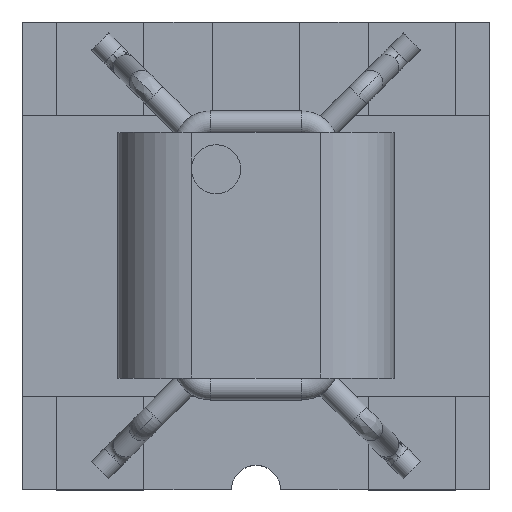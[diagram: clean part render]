
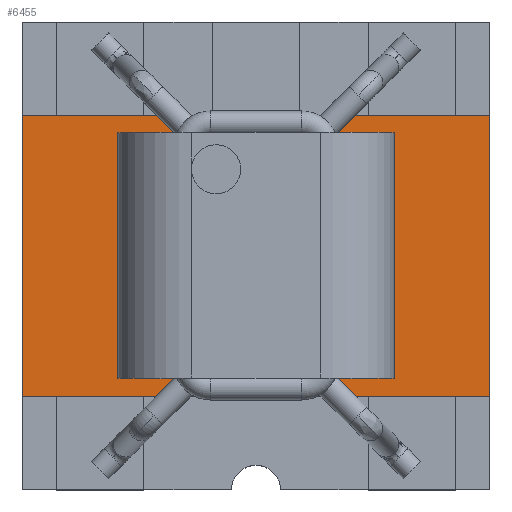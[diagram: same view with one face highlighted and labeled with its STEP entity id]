
A CAD part, top view. The second image highlights one B-rep face of the part: STEP entity #6455.
In plain terms, the highlighted planar face has unit normal (0, 0, 1).
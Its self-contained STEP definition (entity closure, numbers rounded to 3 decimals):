
#6325=CARTESIAN_POINT('',(-1.905,1.145,1.56));
#6326=VERTEX_POINT('',#6325);
#6327=CARTESIAN_POINT('',(1.905,1.145,1.56));
#6328=VERTEX_POINT('',#6327);
#6329=CARTESIAN_POINT('',(-1.905,1.145,1.56));
#6330=DIRECTION('',(1.0,0.0,0.0));
#6331=VECTOR('',#6330,3.81);
#6332=LINE('',#6329,#6331);
#6333=EDGE_CURVE('',#6326,#6328,#6332,.T.);
#6365=CARTESIAN_POINT('',(1.905,-1.145,1.56));
#6366=VERTEX_POINT('',#6365);
#6367=CARTESIAN_POINT('',(1.905,1.145,1.56));
#6368=DIRECTION('',(0.0,-1.0,0.0));
#6369=VECTOR('',#6368,2.29);
#6370=LINE('',#6367,#6369);
#6371=EDGE_CURVE('',#6328,#6366,#6370,.T.);
#6396=CARTESIAN_POINT('',(-1.905,-1.145,1.56));
#6397=VERTEX_POINT('',#6396);
#6398=CARTESIAN_POINT('',(1.905,-1.145,1.56));
#6399=DIRECTION('',(-1.0,0.0,0.0));
#6400=VECTOR('',#6399,3.81);
#6401=LINE('',#6398,#6400);
#6402=EDGE_CURVE('',#6366,#6397,#6401,.T.);
#6427=CARTESIAN_POINT('',(-1.905,-1.145,1.56));
#6428=DIRECTION('',(0.0,1.0,0.0));
#6429=VECTOR('',#6428,2.29);
#6430=LINE('',#6427,#6429);
#6431=EDGE_CURVE('',#6397,#6326,#6430,.T.);
#6444=CARTESIAN_POINT('',(0.,0.,1.56));
#6445=DIRECTION('',(0.0,0.0,1.0));
#6446=DIRECTION('',(1.0,0.0,0.0));
#6447=AXIS2_PLACEMENT_3D('',#6444,#6445,#6446);
#6448=PLANE('',#6447);
#6449=ORIENTED_EDGE('',*,*,#6431,.F.);
#6450=ORIENTED_EDGE('',*,*,#6402,.F.);
#6451=ORIENTED_EDGE('',*,*,#6371,.F.);
#6452=ORIENTED_EDGE('',*,*,#6333,.F.);
#6453=EDGE_LOOP('',(#6449,#6450,#6451,#6452));
#6454=FACE_OUTER_BOUND('',#6453,.T.);
#6455=ADVANCED_FACE('',(#6454),#6448,.T.);
